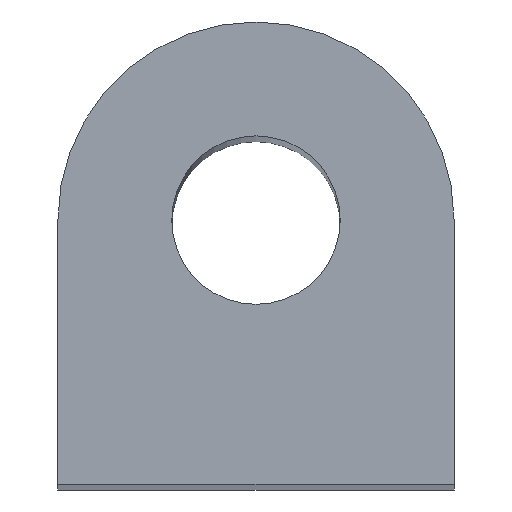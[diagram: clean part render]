
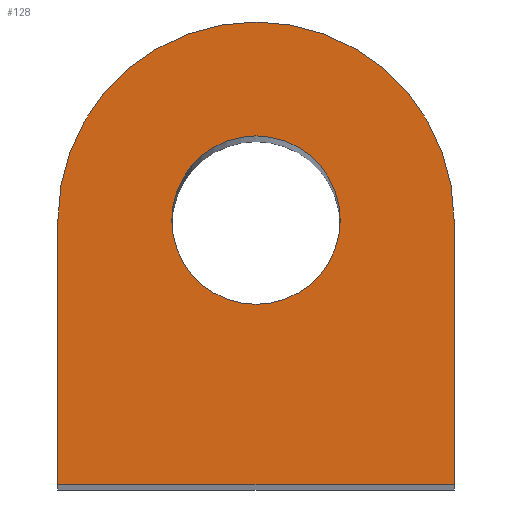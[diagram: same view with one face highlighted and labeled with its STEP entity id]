
A CAD part, top view. The second image highlights one B-rep face of the part: STEP entity #128.
In plain terms, the highlighted planar face has unit normal (0, 0, 1).
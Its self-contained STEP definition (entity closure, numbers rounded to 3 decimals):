
#17=FACE_BOUND('',#38,.T.);
#22=PLANE('',#159);
#29=FACE_OUTER_BOUND('',#37,.T.);
#37=EDGE_LOOP('',(#115,#116,#117,#118));
#38=EDGE_LOOP('',(#119));
#43=LINE('',#214,#54);
#47=LINE('',#223,#58);
#49=LINE('',#226,#60);
#54=VECTOR('',#178,10.);
#58=VECTOR('',#188,10.);
#60=VECTOR('',#192,10.);
#62=CIRCLE('',#151,2.55);
#64=CIRCLE('',#156,6.);
#66=VERTEX_POINT('',#199);
#71=VERTEX_POINT('',#212);
#72=VERTEX_POINT('',#213);
#73=VERTEX_POINT('',#218);
#74=VERTEX_POINT('',#222);
#77=EDGE_CURVE('',#66,#66,#62,.T.);
#82=EDGE_CURVE('',#71,#72,#43,.T.);
#85=EDGE_CURVE('',#72,#73,#64,.T.);
#87=EDGE_CURVE('',#73,#74,#47,.T.);
#89=EDGE_CURVE('',#74,#71,#49,.T.);
#115=ORIENTED_EDGE('',*,*,#82,.F.);
#116=ORIENTED_EDGE('',*,*,#89,.F.);
#117=ORIENTED_EDGE('',*,*,#87,.F.);
#118=ORIENTED_EDGE('',*,*,#85,.F.);
#119=ORIENTED_EDGE('',*,*,#77,.T.);
#128=ADVANCED_FACE('',(#29,#17),#22,.T.);
#151=AXIS2_PLACEMENT_3D('',#201,#167,#168);
#156=AXIS2_PLACEMENT_3D('',#219,#183,#184);
#159=AXIS2_PLACEMENT_3D('',#227,#193,#194);
#167=DIRECTION('center_axis',(0.,0.,-1.));
#168=DIRECTION('ref_axis',(-1.,0.,0.));
#178=DIRECTION('',(0.,1.,0.));
#183=DIRECTION('center_axis',(0.,0.,-1.));
#184=DIRECTION('ref_axis',(1.,0.,0.));
#188=DIRECTION('',(0.,-1.,0.));
#192=DIRECTION('',(-1.,0.,0.));
#193=DIRECTION('center_axis',(0.,0.,1.));
#194=DIRECTION('ref_axis',(1.,0.,0.));
#199=CARTESIAN_POINT('',(2.55,1.,50.));
#201=CARTESIAN_POINT('Origin',(0.,1.,50.));
#212=CARTESIAN_POINT('',(-6.,-7.,50.));
#213=CARTESIAN_POINT('',(-6.,1.,50.));
#214=CARTESIAN_POINT('',(-6.,1.,50.));
#218=CARTESIAN_POINT('',(6.,1.,50.));
#219=CARTESIAN_POINT('Origin',(0.,1.,50.));
#222=CARTESIAN_POINT('',(6.,-7.,50.));
#223=CARTESIAN_POINT('',(6.,-7.,50.));
#226=CARTESIAN_POINT('',(-6.,-7.,50.));
#227=CARTESIAN_POINT('Origin',(0.,-0.911,50.));
